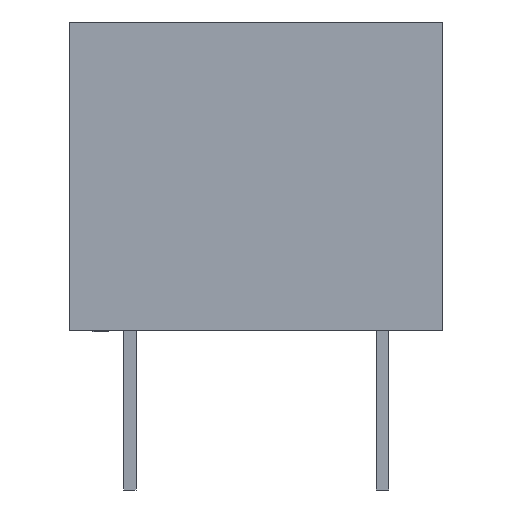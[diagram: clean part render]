
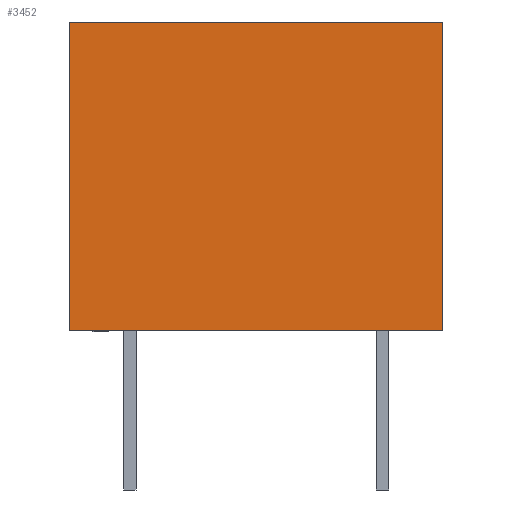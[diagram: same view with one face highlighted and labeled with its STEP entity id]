
A CAD part, left-side view. The second image highlights one B-rep face of the part: STEP entity #3452.
In plain terms, the highlighted planar face has unit normal (-1, 0, 0).
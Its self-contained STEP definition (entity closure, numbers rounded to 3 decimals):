
#163 = VECTOR ( 'NONE', #2092, 1000. ) ;
#1076 = CARTESIAN_POINT ( 'NONE',  ( -7.5, 3.75, 0. ) ) ;
#1588 = CARTESIAN_POINT ( 'NONE',  ( -7.5, 3.75, 6.2 ) ) ;
#1807 = DIRECTION ( 'NONE',  ( 0., 1., 0. ) ) ;
#2003 = CARTESIAN_POINT ( 'NONE',  ( -7.5, 3.75, 0. ) ) ;
#2059 = ORIENTED_EDGE ( 'NONE', *, *, #14512, .F. ) ;
#2092 = DIRECTION ( 'NONE',  ( 0., -1., 0. ) ) ;
#2234 = CARTESIAN_POINT ( 'NONE',  ( -7.5, -3.75, 0. ) ) ;
#3452 = ADVANCED_FACE ( 'NONE', ( #4941 ), #12326, .F. ) ;
#3598 = ORIENTED_EDGE ( 'NONE', *, *, #7343, .T. ) ;
#3881 = VERTEX_POINT ( 'NONE', #2234 ) ;
#4123 = VERTEX_POINT ( 'NONE', #5898 ) ;
#4593 = CARTESIAN_POINT ( 'NONE',  ( -7.5, -3.75, 6.2 ) ) ;
#4941 = FACE_OUTER_BOUND ( 'NONE', #6438, .T. ) ;
#4951 = VERTEX_POINT ( 'NONE', #4593 ) ;
#4966 = CARTESIAN_POINT ( 'NONE',  ( -7.5, 3.75, 6.2 ) ) ;
#5391 = ORIENTED_EDGE ( 'NONE', *, *, #13282, .T. ) ;
#5691 = LINE ( 'NONE', #6968, #15211 ) ;
#5898 = CARTESIAN_POINT ( 'NONE',  ( -7.5, 3.75, 6.2 ) ) ;
#6438 = EDGE_LOOP ( 'NONE', ( #3598, #12229, #2059, #5391 ) ) ;
#6535 = DIRECTION ( 'NONE',  ( 1., 0., 0. ) ) ;
#6760 = LINE ( 'NONE', #15268, #11640 ) ;
#6968 = CARTESIAN_POINT ( 'NONE',  ( -7.5, 3.75, 6.2 ) ) ;
#7343 = EDGE_CURVE ( 'NONE', #8584, #3881, #14310, .T. ) ;
#7890 = AXIS2_PLACEMENT_3D ( 'NONE', #1588, #6535, #1807 ) ;
#8162 = DIRECTION ( 'NONE',  ( 0., 0., -1. ) ) ;
#8584 = VERTEX_POINT ( 'NONE', #2003 ) ;
#10458 = VECTOR ( 'NONE', #14604, 1000. ) ;
#11640 = VECTOR ( 'NONE', #14244, 1000. ) ;
#12229 = ORIENTED_EDGE ( 'NONE', *, *, #12935, .F. ) ;
#12326 = PLANE ( 'NONE',  #7890 ) ;
#12935 = EDGE_CURVE ( 'NONE', #4951, #3881, #6760, .T. ) ;
#13282 = EDGE_CURVE ( 'NONE', #4123, #8584, #5691, .T. ) ;
#13410 = LINE ( 'NONE', #4966, #10458 ) ;
#14244 = DIRECTION ( 'NONE',  ( 0., 0., -1. ) ) ;
#14310 = LINE ( 'NONE', #1076, #163 ) ;
#14512 = EDGE_CURVE ( 'NONE', #4123, #4951, #13410, .T. ) ;
#14604 = DIRECTION ( 'NONE',  ( 0., -1., 0. ) ) ;
#15211 = VECTOR ( 'NONE', #8162, 1000. ) ;
#15268 = CARTESIAN_POINT ( 'NONE',  ( -7.5, -3.75, 6.2 ) ) ;
